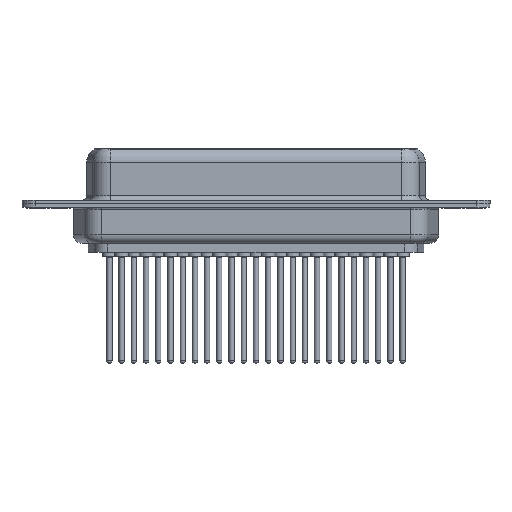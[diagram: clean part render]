
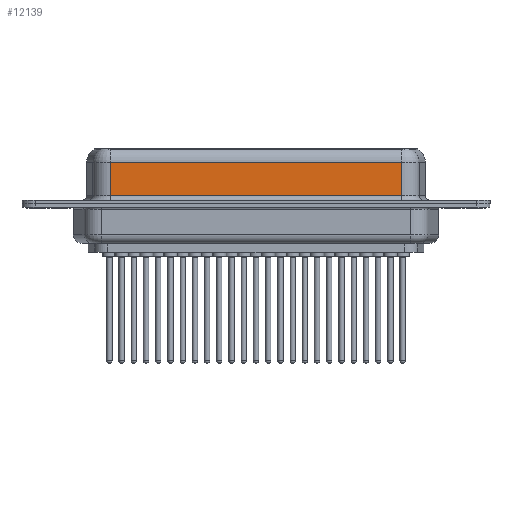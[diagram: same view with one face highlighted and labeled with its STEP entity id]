
A CAD part, front view. The second image highlights one B-rep face of the part: STEP entity #12139.
In plain terms, the highlighted planar face has unit normal (0, -1, 0).
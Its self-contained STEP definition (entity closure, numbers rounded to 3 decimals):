
#595 = EDGE_CURVE ( 'NONE', #4153, #12876, #16781, .T. ) ;
#2564 = VECTOR ( 'NONE', #18175, 1000. ) ;
#3364 = DIRECTION ( 'NONE',  ( 0., 0., 1. ) ) ;
#4153 = VERTEX_POINT ( 'NONE', #17639 ) ;
#4161 = VECTOR ( 'NONE', #13235, 1000. ) ;
#4536 = CARTESIAN_POINT ( 'NONE',  ( 7.013, -3.95, 0.9 ) ) ;
#4658 = DIRECTION ( 'NONE',  ( 0., 1., 0. ) ) ;
#5653 = DIRECTION ( 'NONE',  ( 1., 0., 0. ) ) ;
#5772 = VERTEX_POINT ( 'NONE', #13969 ) ;
#6122 = AXIS2_PLACEMENT_3D ( 'NONE', #7777, #4658, #3364 ) ;
#7079 = CARTESIAN_POINT ( 'NONE',  ( 40.037, -3.95, 4.65 ) ) ;
#7261 = VECTOR ( 'NONE', #13743, 1000. ) ;
#7777 = CARTESIAN_POINT ( 'NONE',  ( 40.037, -3.95, 6.4 ) ) ;
#8638 = LINE ( 'NONE', #13600, #9294 ) ;
#9078 = ORIENTED_EDGE ( 'NONE', *, *, #14068, .F. ) ;
#9294 = VECTOR ( 'NONE', #5653, 1000. ) ;
#9380 = FACE_OUTER_BOUND ( 'NONE', #15706, .T. ) ;
#10008 = ORIENTED_EDGE ( 'NONE', *, *, #13261, .T. ) ;
#10512 = CARTESIAN_POINT ( 'NONE',  ( 7.013, -3.95, 6.4 ) ) ;
#10683 = LINE ( 'NONE', #12010, #2564 ) ;
#11142 = EDGE_CURVE ( 'NONE', #12038, #4153, #16564, .T. ) ;
#12010 = CARTESIAN_POINT ( 'NONE',  ( 40.037, -3.95, 6.4 ) ) ;
#12038 = VERTEX_POINT ( 'NONE', #19541 ) ;
#12139 = ADVANCED_FACE ( 'NONE', ( #9380 ), #13757, .F. ) ;
#12876 = VERTEX_POINT ( 'NONE', #4536 ) ;
#13235 = DIRECTION ( 'NONE',  ( -1., 0., 0. ) ) ;
#13261 = EDGE_CURVE ( 'NONE', #12876, #5772, #8638, .T. ) ;
#13338 = ORIENTED_EDGE ( 'NONE', *, *, #11142, .T. ) ;
#13600 = CARTESIAN_POINT ( 'NONE',  ( 40.037, -3.95, 0.9 ) ) ;
#13743 = DIRECTION ( 'NONE',  ( 0., 0., -1. ) ) ;
#13757 = PLANE ( 'NONE',  #6122 ) ;
#13969 = CARTESIAN_POINT ( 'NONE',  ( 40.037, -3.95, 0.9 ) ) ;
#14068 = EDGE_CURVE ( 'NONE', #12038, #5772, #10683, .T. ) ;
#14352 = ORIENTED_EDGE ( 'NONE', *, *, #595, .T. ) ;
#15706 = EDGE_LOOP ( 'NONE', ( #9078, #13338, #14352, #10008 ) ) ;
#16564 = LINE ( 'NONE', #7079, #4161 ) ;
#16781 = LINE ( 'NONE', #10512, #7261 ) ;
#17639 = CARTESIAN_POINT ( 'NONE',  ( 7.013, -3.95, 4.65 ) ) ;
#18175 = DIRECTION ( 'NONE',  ( 0., 0., -1. ) ) ;
#19541 = CARTESIAN_POINT ( 'NONE',  ( 40.037, -3.95, 4.65 ) ) ;
